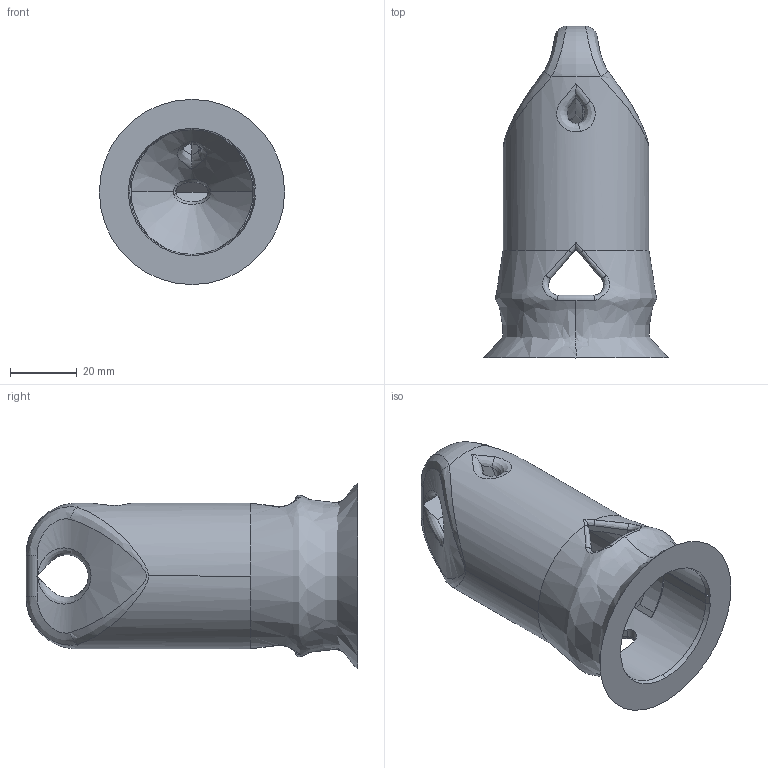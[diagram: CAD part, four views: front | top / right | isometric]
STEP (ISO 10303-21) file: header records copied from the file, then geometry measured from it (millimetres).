
FILE_DESCRIPTION (( 'STEP AP214' ), '1' );
FILE_NAME ('HeadHandle 4 inch.STEP', '2018-03-03T21:53:12', ( '' ), ( '' ), 'SwSTEP 2.0', 'SolidWorks 2017', '' );
FILE_SCHEMA (( 'AUTOMOTIVE_DESIGN' ));
Length unit declared in the file: inch
Products named in the file (1): HeadHandle 4 inch
Bounding box: 55.26 x 99.06 x 55.26 mm (x, y, z)
Volume: 57273 mm3; surface area: 24332.7 mm2
Topology: 1 solids, 1 shells, 91 faces, 246 edges, 153 vertices
Faces by surface type: bspline 34, plane 27, cylinder 18, cone 8, torus 4
Entity records: 6959 total; most frequent: CARTESIAN_POINT 4884, ORIENTED_EDGE 492, DIRECTION 326, EDGE_CURVE 246, VERTEX_POINT 153, AXIS2_PLACEMENT_3D 126, EDGE_LOOP 97, FACE_OUTER_BOUND 91
